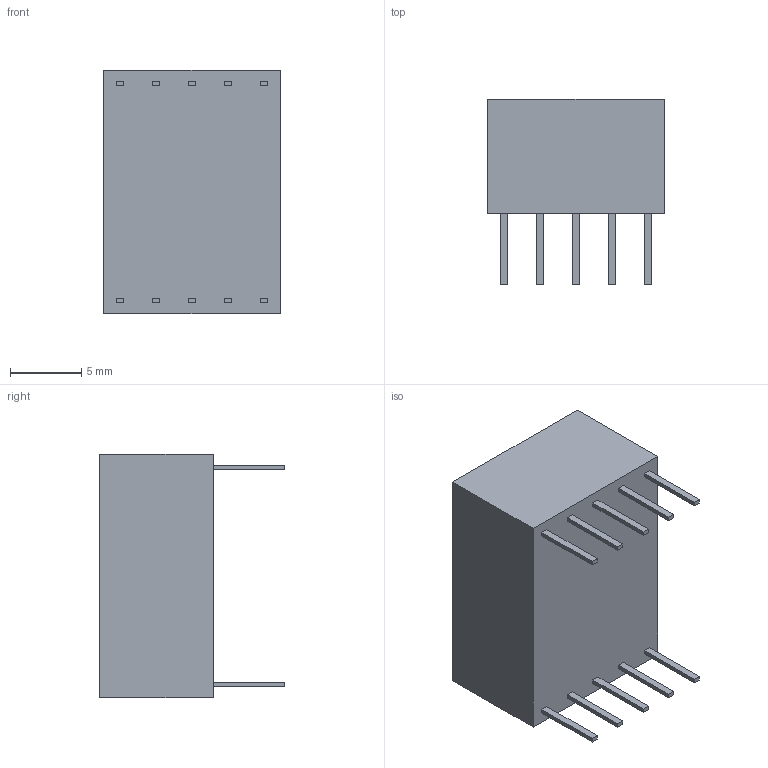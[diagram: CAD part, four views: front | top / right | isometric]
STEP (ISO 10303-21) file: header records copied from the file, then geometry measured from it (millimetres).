
FILE_DESCRIPTION (( 'STEP AP214' ), '1' );
FILE_NAME ('7segment_Display_LED.STEP', '2009-02-25T22:35:24', ( '' ), ( '' ), 'SwSTEP 2.0', 'SolidWorks 2007', '' );
FILE_SCHEMA (( 'AUTOMOTIVE_DESIGN' ));
Length unit declared in the file: millimetre
Products named in the file (1): 7segment_Display_LED
Bounding box: 12.4 x 13 x 17.1 mm (x, y, z)
Volume: 1687.5 mm3; surface area: 1003.8 mm2
Topology: 1 solids, 1 shells, 96 faces, 228 edges, 152 vertices
Faces by surface type: plane 96
Entity records: 2735 total; most frequent: CARTESIAN_POINT 477, ORIENTED_EDGE 456, DIRECTION 422, EDGE_CURVE 228, VECTOR 228, LINE 228, VERTEX_POINT 152, EDGE_LOOP 114
